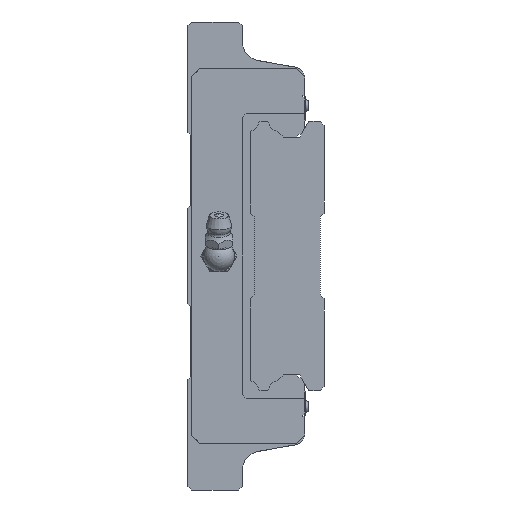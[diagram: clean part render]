
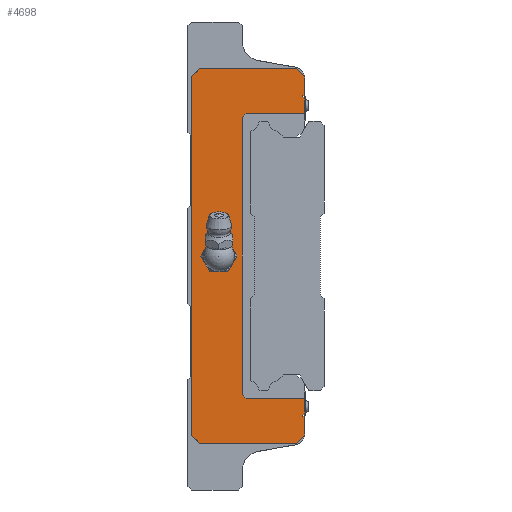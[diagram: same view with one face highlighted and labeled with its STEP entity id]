
A CAD part, left-side view. The second image highlights one B-rep face of the part: STEP entity #4698.
In plain terms, the highlighted planar face has unit normal (-1, 0, 0).
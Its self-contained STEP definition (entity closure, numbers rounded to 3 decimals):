
#122=LINE('',#7108,#582);
#137=LINE('',#7139,#597);
#144=LINE('',#7153,#604);
#148=LINE('',#7160,#608);
#158=LINE('',#7181,#618);
#161=LINE('',#7186,#621);
#180=LINE('',#7226,#640);
#181=LINE('',#7229,#641);
#182=LINE('',#7230,#642);
#183=LINE('',#7231,#643);
#184=LINE('',#7233,#644);
#185=LINE('',#7235,#645);
#186=LINE('',#7237,#646);
#187=LINE('',#7239,#647);
#188=LINE('',#7241,#648);
#189=LINE('',#7243,#649);
#190=LINE('',#7245,#650);
#191=LINE('',#7247,#651);
#192=LINE('',#7249,#652);
#193=LINE('',#7251,#653);
#194=LINE('',#7253,#654);
#195=LINE('',#7255,#655);
#582=VECTOR('',#5621,1000.);
#597=VECTOR('',#5638,1000.);
#604=VECTOR('',#5649,1000.);
#608=VECTOR('',#5655,1000.);
#618=VECTOR('',#5667,1000.);
#621=VECTOR('',#5672,1000.);
#640=VECTOR('',#5701,1000.);
#641=VECTOR('',#5702,1000.);
#642=VECTOR('',#5703,1000.);
#643=VECTOR('',#5704,1000.);
#644=VECTOR('',#5705,1000.);
#645=VECTOR('',#5706,1000.);
#646=VECTOR('',#5707,1000.);
#647=VECTOR('',#5708,1000.);
#648=VECTOR('',#5709,1000.);
#649=VECTOR('',#5710,1000.);
#650=VECTOR('',#5711,1000.);
#651=VECTOR('',#5712,1000.);
#652=VECTOR('',#5713,1000.);
#653=VECTOR('',#5714,1000.);
#654=VECTOR('',#5715,1000.);
#655=VECTOR('',#5716,1000.);
#1005=PLANE('',#5039);
#1244=CIRCLE('',#5040,3.);
#1654=ORIENTED_EDGE('',*,*,#2866,.T.);
#1655=ORIENTED_EDGE('',*,*,#2867,.F.);
#1656=ORIENTED_EDGE('',*,*,#2868,.F.);
#1657=ORIENTED_EDGE('',*,*,#2833,.F.);
#1658=ORIENTED_EDGE('',*,*,#2829,.F.);
#1659=ORIENTED_EDGE('',*,*,#2822,.F.);
#1660=ORIENTED_EDGE('',*,*,#2869,.F.);
#1661=ORIENTED_EDGE('',*,*,#2807,.F.);
#1662=ORIENTED_EDGE('',*,*,#2846,.F.);
#1663=ORIENTED_EDGE('',*,*,#2843,.F.);
#1664=ORIENTED_EDGE('',*,*,#2870,.F.);
#1665=ORIENTED_EDGE('',*,*,#2871,.F.);
#1666=ORIENTED_EDGE('',*,*,#2872,.F.);
#1667=ORIENTED_EDGE('',*,*,#2873,.F.);
#1668=ORIENTED_EDGE('',*,*,#2874,.F.);
#1669=ORIENTED_EDGE('',*,*,#2875,.T.);
#1670=ORIENTED_EDGE('',*,*,#2876,.T.);
#1671=ORIENTED_EDGE('',*,*,#2877,.T.);
#1672=ORIENTED_EDGE('',*,*,#2878,.T.);
#1673=ORIENTED_EDGE('',*,*,#2879,.T.);
#1674=ORIENTED_EDGE('',*,*,#2880,.F.);
#1675=ORIENTED_EDGE('',*,*,#2881,.F.);
#1676=ORIENTED_EDGE('',*,*,#2882,.F.);
#2807=EDGE_CURVE('',#3430,#3431,#122,.T.);
#2822=EDGE_CURVE('',#3445,#3446,#137,.T.);
#2829=EDGE_CURVE('',#3446,#3451,#144,.T.);
#2833=EDGE_CURVE('',#3451,#3453,#148,.T.);
#2843=EDGE_CURVE('',#3462,#3463,#158,.T.);
#2846=EDGE_CURVE('',#3463,#3430,#161,.T.);
#2866=EDGE_CURVE('',#3479,#3479,#1244,.T.);
#2867=EDGE_CURVE('',#3480,#3481,#180,.T.);
#2868=EDGE_CURVE('',#3453,#3480,#181,.T.);
#2869=EDGE_CURVE('',#3431,#3445,#182,.T.);
#2870=EDGE_CURVE('',#3482,#3462,#183,.T.);
#2871=EDGE_CURVE('',#3483,#3482,#184,.T.);
#2872=EDGE_CURVE('',#3484,#3483,#185,.T.);
#2873=EDGE_CURVE('',#3485,#3484,#186,.T.);
#2874=EDGE_CURVE('',#3486,#3485,#187,.T.);
#2875=EDGE_CURVE('',#3486,#3487,#188,.T.);
#2876=EDGE_CURVE('',#3487,#3488,#189,.T.);
#2877=EDGE_CURVE('',#3488,#3489,#190,.T.);
#2878=EDGE_CURVE('',#3489,#3490,#191,.T.);
#2879=EDGE_CURVE('',#3490,#3491,#192,.T.);
#2880=EDGE_CURVE('',#3492,#3491,#193,.T.);
#2881=EDGE_CURVE('',#3493,#3492,#194,.T.);
#2882=EDGE_CURVE('',#3481,#3493,#195,.T.);
#3430=VERTEX_POINT('',#7107);
#3431=VERTEX_POINT('',#7109);
#3445=VERTEX_POINT('',#7138);
#3446=VERTEX_POINT('',#7140);
#3451=VERTEX_POINT('',#7154);
#3453=VERTEX_POINT('',#7161);
#3462=VERTEX_POINT('',#7180);
#3463=VERTEX_POINT('',#7182);
#3479=VERTEX_POINT('',#7225);
#3480=VERTEX_POINT('',#7227);
#3481=VERTEX_POINT('',#7228);
#3482=VERTEX_POINT('',#7232);
#3483=VERTEX_POINT('',#7234);
#3484=VERTEX_POINT('',#7236);
#3485=VERTEX_POINT('',#7238);
#3486=VERTEX_POINT('',#7240);
#3487=VERTEX_POINT('',#7242);
#3488=VERTEX_POINT('',#7244);
#3489=VERTEX_POINT('',#7246);
#3490=VERTEX_POINT('',#7248);
#3491=VERTEX_POINT('',#7250);
#3492=VERTEX_POINT('',#7252);
#3493=VERTEX_POINT('',#7254);
#3909=EDGE_LOOP('',(#1654));
#3910=EDGE_LOOP('',(#1655,#1656,#1657,#1658,#1659,#1660,#1661,#1662,#1663,
#1664,#1665,#1666,#1667,#1668,#1669,#1670,#1671,#1672,#1673,#1674,#1675,
#1676));
#4296=FACE_BOUND('',#3909,.T.);
#4297=FACE_BOUND('',#3910,.T.);
#4698=ADVANCED_FACE('',(#4296,#4297),#1005,.F.);
#5039=AXIS2_PLACEMENT_3D('',#7223,#5697,#5698);
#5040=AXIS2_PLACEMENT_3D('',#7224,#5699,#5700);
#5621=DIRECTION('',(0.,0.707,0.707));
#5638=DIRECTION('',(0.,-0.707,0.707));
#5649=DIRECTION('',(0.,-1.,0.));
#5655=DIRECTION('',(0.,-0.707,-0.707));
#5667=DIRECTION('',(0.,0.707,-0.707));
#5672=DIRECTION('',(0.,1.,0.));
#5697=DIRECTION('',(1.,0.,0.));
#5698=DIRECTION('',(0.,0.,-1.));
#5699=DIRECTION('',(1.,0.,0.));
#5700=DIRECTION('',(0.,0.,-1.));
#5701=DIRECTION('',(0.,1.,0.));
#5702=DIRECTION('',(0.,0.,-1.));
#5703=DIRECTION('',(0.,0.,1.));
#5704=DIRECTION('',(0.,0.,-1.));
#5705=DIRECTION('',(0.,-1.,0.));
#5706=DIRECTION('',(0.,0.,-1.));
#5707=DIRECTION('',(0.,1.,0.));
#5708=DIRECTION('',(0.,0.,-1.));
#5709=DIRECTION('',(0.,1.,0.));
#5710=DIRECTION('',(0.,0.707,0.707));
#5711=DIRECTION('',(0.,0.,1.));
#5712=DIRECTION('',(0.,-0.707,0.707));
#5713=DIRECTION('',(0.,-1.,0.));
#5714=DIRECTION('',(0.,0.,-1.));
#5715=DIRECTION('',(0.,-1.,0.));
#5716=DIRECTION('',(0.,0.,-1.));
#7107=CARTESIAN_POINT('',(-51.8,28.,-48.));
#7108=CARTESIAN_POINT('',(-51.8,28.,-48.));
#7109=CARTESIAN_POINT('',(-51.8,30.,-46.));
#7138=CARTESIAN_POINT('',(-51.8,30.,46.));
#7139=CARTESIAN_POINT('',(-51.8,30.,46.));
#7140=CARTESIAN_POINT('',(-51.8,28.,48.));
#7153=CARTESIAN_POINT('',(-51.8,31.,48.));
#7154=CARTESIAN_POINT('',(-51.8,3.1,48.));
#7160=CARTESIAN_POINT('',(-51.8,3.1,48.));
#7161=CARTESIAN_POINT('',(-51.8,1.,45.9));
#7180=CARTESIAN_POINT('',(-51.8,1.,-45.9));
#7181=CARTESIAN_POINT('',(-51.8,1.,-45.9));
#7182=CARTESIAN_POINT('',(-51.8,3.1,-48.));
#7186=CARTESIAN_POINT('',(-51.8,0.,-48.));
#7223=CARTESIAN_POINT('',(-51.8,0.,0.));
#7224=CARTESIAN_POINT('',(-51.8,23.,0.));
#7225=CARTESIAN_POINT('',(-51.8,23.,-3.));
#7226=CARTESIAN_POINT('',(-51.8,0.,41.1));
#7227=CARTESIAN_POINT('',(-51.8,1.,41.1));
#7228=CARTESIAN_POINT('',(-51.8,1.5,41.1));
#7229=CARTESIAN_POINT('',(-51.8,1.,45.483));
#7230=CARTESIAN_POINT('',(-51.8,30.,-46.));
#7231=CARTESIAN_POINT('',(-51.8,1.,45.483));
#7232=CARTESIAN_POINT('',(-51.8,1.,-41.1));
#7233=CARTESIAN_POINT('',(-51.8,0.,-41.1));
#7234=CARTESIAN_POINT('',(-51.8,1.5,-41.1));
#7235=CARTESIAN_POINT('',(-51.8,1.5,0.));
#7236=CARTESIAN_POINT('',(-51.8,1.5,-40.8));
#7237=CARTESIAN_POINT('',(-51.8,0.,-40.8));
#7238=CARTESIAN_POINT('',(-51.8,1.,-40.8));
#7239=CARTESIAN_POINT('',(-51.8,1.,45.483));
#7240=CARTESIAN_POINT('',(-51.8,1.,-36.5));
#7241=CARTESIAN_POINT('',(-51.8,1.,-36.5));
#7242=CARTESIAN_POINT('',(-51.8,16.,-36.5));
#7243=CARTESIAN_POINT('',(-51.8,16.,-36.5));
#7244=CARTESIAN_POINT('',(-51.8,17.,-35.5));
#7245=CARTESIAN_POINT('',(-51.8,17.,-35.5));
#7246=CARTESIAN_POINT('',(-51.8,17.,35.5));
#7247=CARTESIAN_POINT('',(-51.8,17.,35.5));
#7248=CARTESIAN_POINT('',(-51.8,16.,36.5));
#7249=CARTESIAN_POINT('',(-51.8,16.,36.5));
#7250=CARTESIAN_POINT('',(-51.8,1.,36.5));
#7251=CARTESIAN_POINT('',(-51.8,1.,45.483));
#7252=CARTESIAN_POINT('',(-51.8,1.,40.8));
#7253=CARTESIAN_POINT('',(-51.8,0.,40.8));
#7254=CARTESIAN_POINT('',(-51.8,1.5,40.8));
#7255=CARTESIAN_POINT('',(-51.8,1.5,0.));
